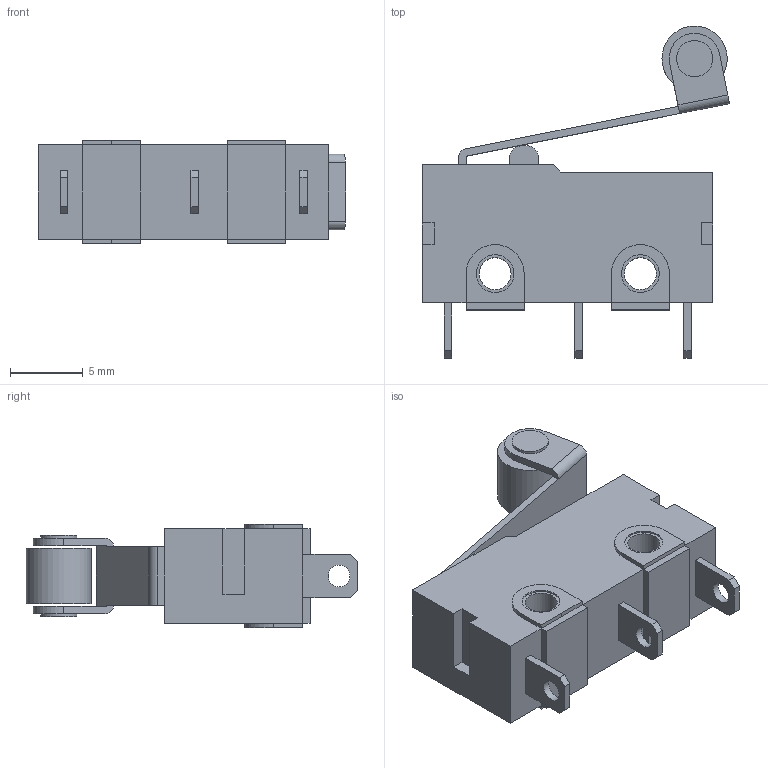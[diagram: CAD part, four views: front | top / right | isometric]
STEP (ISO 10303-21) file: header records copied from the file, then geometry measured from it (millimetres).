
FILE_DESCRIPTION(/* description */ (''),/* implementation_level */ '2;1');
FILE_NAME(/* name */ 'Fin de carrera pequeño v2.step',/* time_stamp */ '2020-09-29T13:45:05+02:00',/* author */ (''),/* organization */ (''),/* preprocessor_version */ 'ST-DEVELOPER v18.1',/* originating_system */ 'Autodesk Translation Framework v9.3.0.1241',/* authorisation */ '');
FILE_SCHEMA (('AUTOMOTIVE_DESIGN { 1 0 10303 214 3 1 1 }'));
Length unit declared in the file: millimetre
Products named in the file (1): Fin de carrera pequeño
Bounding box: 21.14 x 22.86 x 7.1 mm (x, y, z)
Volume: 1314.4 mm3; surface area: 1349.8 mm2
Topology: 9 solids, 9 shells, 128 faces, 296 edges, 190 vertices
Faces by surface type: plane 100, cylinder 28
Full cylindrical faces by diameter (mm): 1.5 x3, 2.2 x2, 2.5 x4, 2.6 x4, 4.5 x1
Entity records: 3658 total; most frequent: CARTESIAN_POINT 615, DIRECTION 614, ORIENTED_EDGE 592, EDGE_CURVE 296, LINE 236, VECTOR 236, VERTEX_POINT 190, AXIS2_PLACEMENT_3D 189
